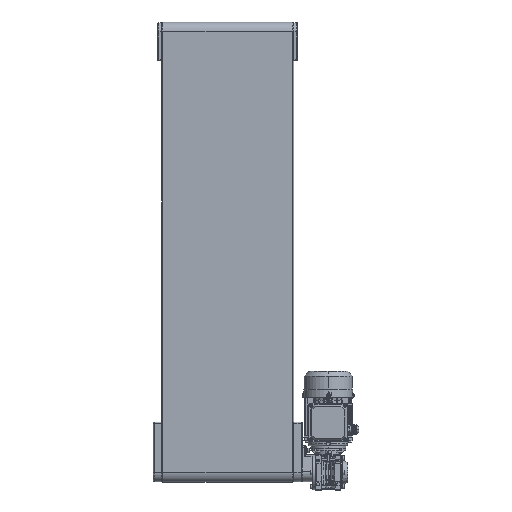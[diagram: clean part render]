
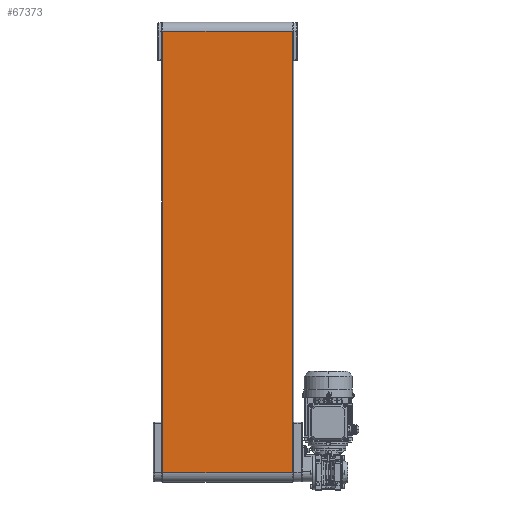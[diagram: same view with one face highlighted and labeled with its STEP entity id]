
A CAD part, front view. The second image highlights one B-rep face of the part: STEP entity #67373.
In plain terms, the highlighted planar face has unit normal (0, -1, 0).
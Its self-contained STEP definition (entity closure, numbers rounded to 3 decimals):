
#3630 = VECTOR ( 'NONE', #10908, 1000. ) ;
#9393 = CARTESIAN_POINT ( 'NONE',  ( 297.5, -22.282, -114.891 ) ) ;
#10908 = DIRECTION ( 'NONE',  ( -1., 0., 0. ) ) ;
#15730 = LINE ( 'NONE', #58577, #120691 ) ;
#19391 = ORIENTED_EDGE ( 'NONE', *, *, #68568, .F. ) ;
#22399 = CARTESIAN_POINT ( 'NONE',  ( 2.5, -22.282, -114.891 ) ) ;
#43839 = CARTESIAN_POINT ( 'NONE',  ( 2.5, -22.282, -114.891 ) ) ;
#58577 = CARTESIAN_POINT ( 'NONE',  ( 297.5, -22.282, -114.891 ) ) ;
#58599 = EDGE_CURVE ( 'NONE', #178365, #150222, #166061, .T. ) ;
#62655 = VECTOR ( 'NONE', #78735, 1000. ) ;
#64696 = FACE_OUTER_BOUND ( 'NONE', #64771, .T. ) ;
#64771 = EDGE_LOOP ( 'NONE', ( #103300, #187022, #19391, #141043 ) ) ;
#67373 = ADVANCED_FACE ( 'NONE', ( #64696 ), #149297, .F. ) ;
#68568 = EDGE_CURVE ( 'NONE', #87036, #148547, #15730, .T. ) ;
#76339 = CARTESIAN_POINT ( 'NONE',  ( 297.5, -22.282, -114.891 ) ) ;
#78735 = DIRECTION ( 'NONE',  ( 0., 0., -1. ) ) ;
#87036 = VERTEX_POINT ( 'NONE', #150248 ) ;
#96091 = EDGE_CURVE ( 'NONE', #148547, #150222, #104852, .T. ) ;
#102238 = EDGE_CURVE ( 'NONE', #87036, #178365, #156411, .T. ) ;
#102415 = DIRECTION ( 'NONE',  ( 0., 0., -1. ) ) ;
#103300 = ORIENTED_EDGE ( 'NONE', *, *, #58599, .T. ) ;
#104714 = CARTESIAN_POINT ( 'NONE',  ( 297.5, -22.282, -114.891 ) ) ;
#104852 = LINE ( 'NONE', #76339, #175478 ) ;
#110297 = DIRECTION ( 'NONE',  ( 0., 1., 0. ) ) ;
#120691 = VECTOR ( 'NONE', #102415, 1000. ) ;
#141043 = ORIENTED_EDGE ( 'NONE', *, *, #102238, .T. ) ;
#141212 = CARTESIAN_POINT ( 'NONE',  ( 297.5, -22.282, 886.891 ) ) ;
#141696 = AXIS2_PLACEMENT_3D ( 'NONE', #9393, #110297, #142477 ) ;
#142477 = DIRECTION ( 'NONE',  ( 0., 0., 1. ) ) ;
#148547 = VERTEX_POINT ( 'NONE', #104714 ) ;
#149297 = PLANE ( 'NONE',  #141696 ) ;
#150222 = VERTEX_POINT ( 'NONE', #43839 ) ;
#150248 = CARTESIAN_POINT ( 'NONE',  ( 297.5, -22.282, 886.891 ) ) ;
#156411 = LINE ( 'NONE', #141212, #3630 ) ;
#166061 = LINE ( 'NONE', #22399, #62655 ) ;
#175478 = VECTOR ( 'NONE', #176027, 1000. ) ;
#176027 = DIRECTION ( 'NONE',  ( -1., 0., 0. ) ) ;
#178365 = VERTEX_POINT ( 'NONE', #182927 ) ;
#182927 = CARTESIAN_POINT ( 'NONE',  ( 2.5, -22.282, 886.891 ) ) ;
#187022 = ORIENTED_EDGE ( 'NONE', *, *, #96091, .F. ) ;
